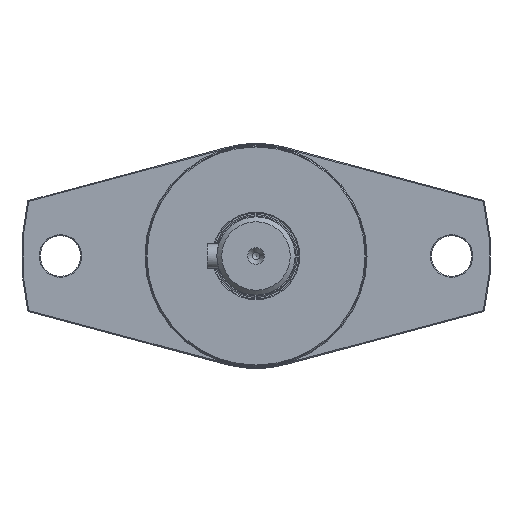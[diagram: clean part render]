
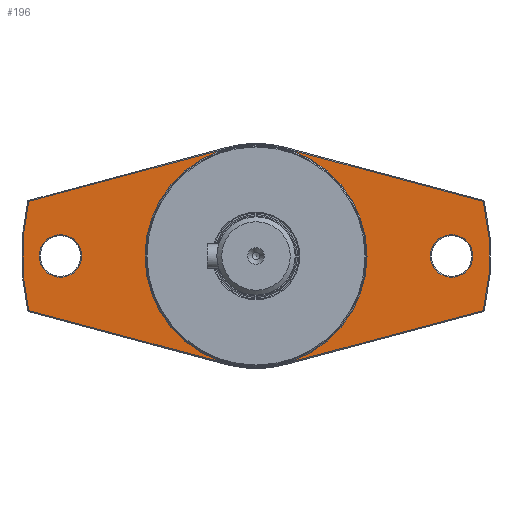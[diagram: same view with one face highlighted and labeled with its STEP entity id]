
A CAD part, left-side view. The second image highlights one B-rep face of the part: STEP entity #196.
In plain terms, the highlighted planar face has unit normal (-1, 0, 0).
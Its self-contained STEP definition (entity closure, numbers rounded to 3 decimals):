
#84=CARTESIAN_POINT('',(44.,40.,4.35));
#85=VERTEX_POINT('',#84);
#86=CARTESIAN_POINT('',(44.,40.,0.));
#87=DIRECTION('',(-1.0,0.0,0.0));
#88=DIRECTION('',(0.0,0.0,-1.0));
#89=AXIS2_PLACEMENT_3D('',#86,#87,#88);
#90=CIRCLE('',#89,4.35);
#91=EDGE_CURVE('',#85,#85,#90,.T.);
#96=CARTESIAN_POINT('',(44.,35.25,0.0));
#97=DIRECTION('',(-1.0,0.0,0.0));
#98=DIRECTION('',(0.0,0.0,1.0));
#99=AXIS2_PLACEMENT_3D('',#96,#97,#98);
#100=PLANE('',#99);
#101=CARTESIAN_POINT('',(44.,46.481,-11.15));
#102=VERTEX_POINT('',#101);
#103=CARTESIAN_POINT('',(44.,46.481,11.15));
#104=VERTEX_POINT('',#103);
#105=CARTESIAN_POINT('',(44.,0.,0.0));
#106=DIRECTION('',(1.0,0.0,0.0));
#107=DIRECTION('',(0.0,1.0,0.0));
#108=AXIS2_PLACEMENT_3D('',#105,#106,#107);
#109=CIRCLE('',#108,47.8);
#110=EDGE_CURVE('',#102,#104,#109,.T.);
#111=ORIENTED_EDGE('',*,*,#110,.F.);
#112=CARTESIAN_POINT('',(44.,5.901,-22.023));
#113=VERTEX_POINT('',#112);
#114=CARTESIAN_POINT('',(44.,5.901,-22.023));
#115=DIRECTION('',(0.0,0.966,0.259));
#116=VECTOR('',#115,42.012);
#117=LINE('',#114,#116);
#118=EDGE_CURVE('',#113,#102,#117,.T.);
#119=ORIENTED_EDGE('',*,*,#118,.F.);
#120=CARTESIAN_POINT('',(44.,-5.901,-22.023));
#121=VERTEX_POINT('',#120);
#122=CARTESIAN_POINT('',(44.,0.,0.0));
#123=DIRECTION('',(1.0,0.0,0.0));
#124=DIRECTION('',(0.0,1.0,0.0));
#125=AXIS2_PLACEMENT_3D('',#122,#123,#124);
#126=CIRCLE('',#125,22.8);
#127=EDGE_CURVE('',#121,#113,#126,.T.);
#128=ORIENTED_EDGE('',*,*,#127,.F.);
#129=CARTESIAN_POINT('',(44.,-46.481,-11.15));
#130=VERTEX_POINT('',#129);
#131=CARTESIAN_POINT('',(44.,-46.481,-11.15));
#132=DIRECTION('',(0.,0.966,-0.259));
#133=VECTOR('',#132,42.012);
#134=LINE('',#131,#133);
#135=EDGE_CURVE('',#130,#121,#134,.T.);
#136=ORIENTED_EDGE('',*,*,#135,.F.);
#137=CARTESIAN_POINT('',(44.,-46.481,11.15));
#138=VERTEX_POINT('',#137);
#139=CARTESIAN_POINT('',(44.,0.,0.0));
#140=DIRECTION('',(1.0,0.0,0.0));
#141=DIRECTION('',(0.0,-1.0,0.0));
#142=AXIS2_PLACEMENT_3D('',#139,#140,#141);
#143=CIRCLE('',#142,47.8);
#144=EDGE_CURVE('',#138,#130,#143,.T.);
#145=ORIENTED_EDGE('',*,*,#144,.F.);
#146=CARTESIAN_POINT('',(44.,-5.901,22.023));
#147=VERTEX_POINT('',#146);
#148=CARTESIAN_POINT('',(44.,-5.901,22.023));
#149=DIRECTION('',(0.,-0.966,-0.259));
#150=VECTOR('',#149,42.012);
#151=LINE('',#148,#150);
#152=EDGE_CURVE('',#147,#138,#151,.T.);
#153=ORIENTED_EDGE('',*,*,#152,.F.);
#154=CARTESIAN_POINT('',(44.,5.901,22.023));
#155=VERTEX_POINT('',#154);
#156=CARTESIAN_POINT('',(44.,0.,0.0));
#157=DIRECTION('',(1.0,0.0,0.0));
#158=DIRECTION('',(0.0,1.0,0.0));
#159=AXIS2_PLACEMENT_3D('',#156,#157,#158);
#160=CIRCLE('',#159,22.8);
#161=EDGE_CURVE('',#155,#147,#160,.T.);
#162=ORIENTED_EDGE('',*,*,#161,.F.);
#163=CARTESIAN_POINT('',(44.,46.481,11.15));
#164=DIRECTION('',(0.,-0.966,0.259));
#165=VECTOR('',#164,42.012);
#166=LINE('',#163,#165);
#167=EDGE_CURVE('',#104,#155,#166,.T.);
#168=ORIENTED_EDGE('',*,*,#167,.F.);
#169=EDGE_LOOP('',(#111,#119,#128,#136,#145,#153,#162,#168));
#170=FACE_OUTER_BOUND('',#169,.T.);
#171=CARTESIAN_POINT('',(44.,-40.,4.35));
#172=VERTEX_POINT('',#171);
#173=CARTESIAN_POINT('',(44.,-40.,0.));
#174=DIRECTION('',(-1.0,0.0,0.0));
#175=DIRECTION('',(0.0,0.0,-1.0));
#176=AXIS2_PLACEMENT_3D('',#173,#174,#175);
#177=CIRCLE('',#176,4.35);
#178=EDGE_CURVE('',#172,#172,#177,.T.);
#179=ORIENTED_EDGE('',*,*,#178,.F.);
#180=EDGE_LOOP('',(#179));
#181=FACE_BOUND('',#180,.T.);
#182=CARTESIAN_POINT('',(44.,22.7,0.));
#183=VERTEX_POINT('',#182);
#184=CARTESIAN_POINT('',(44.,0.,0.0));
#185=DIRECTION('',(-1.0,0.0,0.0));
#186=DIRECTION('',(0.0,-1.0,0.0));
#187=AXIS2_PLACEMENT_3D('',#184,#185,#186);
#188=CIRCLE('',#187,22.7);
#189=EDGE_CURVE('',#183,#183,#188,.T.);
#190=ORIENTED_EDGE('',*,*,#189,.F.);
#191=EDGE_LOOP('',(#190));
#192=FACE_BOUND('',#191,.T.);
#193=ORIENTED_EDGE('',*,*,#91,.F.);
#194=EDGE_LOOP('',(#193));
#195=FACE_BOUND('',#194,.T.);
#196=ADVANCED_FACE('',(#170,#181,#192,#195),#100,.T.);
